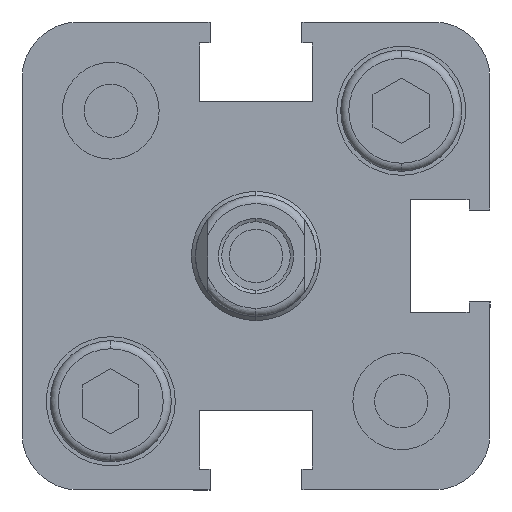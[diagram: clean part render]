
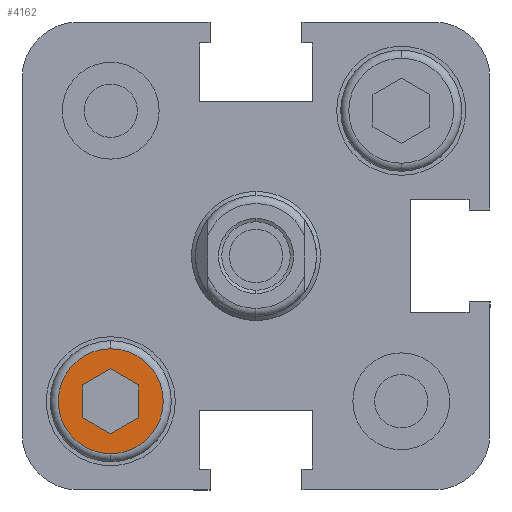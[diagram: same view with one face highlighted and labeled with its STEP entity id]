
A CAD part, left-side view. The second image highlights one B-rep face of the part: STEP entity #4162.
In plain terms, the highlighted planar face has unit normal (-1, 0, 0).
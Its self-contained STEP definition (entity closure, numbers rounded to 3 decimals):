
#740 = CARTESIAN_POINT ( 'NONE',  ( 0.5, 9., -9. ) ) ;
#748 = PLANE ( 'NONE',  #4439 ) ;
#749 = DIRECTION ( 'NONE',  ( -1., 0., 0. ) ) ;
#750 = DIRECTION ( 'NONE',  ( 0., 0., 1. ) ) ;
#1149 = VERTEX_POINT ( 'NONE', #1336 ) ;
#1169 = VERTEX_POINT ( 'NONE', #1356 ) ;
#1170 = VERTEX_POINT ( 'NONE', #1357 ) ;
#1236 = VERTEX_POINT ( 'NONE', #1423 ) ;
#1237 = VERTEX_POINT ( 'NONE', #1424 ) ;
#1238 = VERTEX_POINT ( 'NONE', #1425 ) ;
#1239 = VERTEX_POINT ( 'NONE', #1426 ) ;
#1240 = VERTEX_POINT ( 'NONE', #1427 ) ;
#1336 = CARTESIAN_POINT ( 'NONE',  ( 0.5, 9., -5.75 ) ) ;
#1356 = CARTESIAN_POINT ( 'NONE',  ( 0.5, 9., -12.25 ) ) ;
#1357 = CARTESIAN_POINT ( 'NONE',  ( 0.5, 9., -11.021 ) ) ;
#1423 = CARTESIAN_POINT ( 'NONE',  ( 0.5, 7.25, -10.01 ) ) ;
#1424 = CARTESIAN_POINT ( 'NONE',  ( 0.5, 10.75, -10.01 ) ) ;
#1425 = CARTESIAN_POINT ( 'NONE',  ( 0.5, 10.75, -7.99 ) ) ;
#1426 = CARTESIAN_POINT ( 'NONE',  ( 0.5, 9., -6.979 ) ) ;
#1427 = CARTESIAN_POINT ( 'NONE',  ( 0.5, 7.25, -7.99 ) ) ;
#1819 = CARTESIAN_POINT ( 'NONE',  ( 0.5, 9., -9. ) ) ;
#1830 = DIRECTION ( 'NONE',  ( -1., 0., 0. ) ) ;
#1831 = DIRECTION ( 'NONE',  ( 0., 0., 1. ) ) ;
#2253 = CARTESIAN_POINT ( 'NONE',  ( 0.5, 9., -9. ) ) ;
#2258 = CARTESIAN_POINT ( 'NONE',  ( 0.5, 10.75, -7.99 ) ) ;
#2281 = DIRECTION ( 'NONE',  ( -1., 0., 0. ) ) ;
#2282 = DIRECTION ( 'NONE',  ( 0., 0., 1. ) ) ;
#2293 = CARTESIAN_POINT ( 'NONE',  ( 0.5, 7.25, -10.01 ) ) ;
#2294 = DIRECTION ( 'NONE',  ( 0., 0., 1. ) ) ;
#2295 = CARTESIAN_POINT ( 'NONE',  ( 0.5, 9., -6.979 ) ) ;
#2296 = DIRECTION ( 'NONE',  ( 0., 0., -1. ) ) ;
#2297 = CARTESIAN_POINT ( 'NONE',  ( 0.5, 7.25, -7.99 ) ) ;
#2298 = DIRECTION ( 'NONE',  ( 0., 0.866, -0.5 ) ) ;
#2299 = CARTESIAN_POINT ( 'NONE',  ( 0.5, 9., -11.021 ) ) ;
#2300 = DIRECTION ( 'NONE',  ( 0., 0.866, 0.5 ) ) ;
#2301 = CARTESIAN_POINT ( 'NONE',  ( 0.5, 10.75, -10.01 ) ) ;
#2302 = DIRECTION ( 'NONE',  ( 0., -0.866, 0.5 ) ) ;
#2305 = DIRECTION ( 'NONE',  ( 0., -0.866, -0.5 ) ) ;
#3267 = ORIENTED_EDGE ( 'NONE', *, *, #3577, .T. ) ;
#3268 = ORIENTED_EDGE ( 'NONE', *, *, #3763, .T. ) ;
#3269 = ORIENTED_EDGE ( 'NONE', *, *, #3770, .F. ) ;
#3270 = ORIENTED_EDGE ( 'NONE', *, *, #3771, .F. ) ;
#3271 = ORIENTED_EDGE ( 'NONE', *, *, #3772, .F. ) ;
#3272 = ORIENTED_EDGE ( 'NONE', *, *, #3769, .F. ) ;
#3273 = ORIENTED_EDGE ( 'NONE', *, *, #3773, .F. ) ;
#3274 = ORIENTED_EDGE ( 'NONE', *, *, #3774, .F. ) ;
#3381 = EDGE_LOOP ( 'NONE', ( #3267, #3268 ) ) ;
#3395 = EDGE_LOOP ( 'NONE', ( #3269, #3270, #3271, #3272, #3273, #3274 ) ) ;
#3577 = EDGE_CURVE ( 'NONE', #1149, #1169, #4636, .T. ) ;
#3763 = EDGE_CURVE ( 'NONE', #1169, #1149, #5115, .T. ) ;
#3769 = EDGE_CURVE ( 'NONE', #1236, #1240, #5124, .T. ) ;
#3770 = EDGE_CURVE ( 'NONE', #1238, #1237, #5114, .T. ) ;
#3771 = EDGE_CURVE ( 'NONE', #1239, #1238, #5092, .T. ) ;
#3772 = EDGE_CURVE ( 'NONE', #1240, #1239, #5113, .T. ) ;
#3773 = EDGE_CURVE ( 'NONE', #1170, #1236, #5127, .T. ) ;
#3774 = EDGE_CURVE ( 'NONE', #1237, #1170, #5129, .T. ) ;
#4098 = AXIS2_PLACEMENT_3D ( 'NONE', #1819, #1830, #1831 ) ;
#4162 = ADVANCED_FACE ( 'NONE', ( #5714, #5685 ), #748, .T. ) ;
#4223 = AXIS2_PLACEMENT_3D ( 'NONE', #2253, #2281, #2282 ) ;
#4439 = AXIS2_PLACEMENT_3D ( 'NONE', #740, #749, #750 ) ;
#4636 = CIRCLE ( 'NONE', #4098, 3.25 ) ;
#5092 = LINE ( 'NONE', #2295, #5128 ) ;
#5113 = LINE ( 'NONE', #2297, #5130 ) ;
#5114 = LINE ( 'NONE', #2258, #5126 ) ;
#5115 = CIRCLE ( 'NONE', #4223, 3.25 ) ;
#5124 = LINE ( 'NONE', #2293, #5125 ) ;
#5125 = VECTOR ( 'NONE', #2294, 1000. ) ;
#5126 = VECTOR ( 'NONE', #2296, 1000. ) ;
#5127 = LINE ( 'NONE', #2299, #5132 ) ;
#5128 = VECTOR ( 'NONE', #2298, 1000. ) ;
#5129 = LINE ( 'NONE', #2301, #5134 ) ;
#5130 = VECTOR ( 'NONE', #2300, 1000. ) ;
#5132 = VECTOR ( 'NONE', #2302, 1000. ) ;
#5134 = VECTOR ( 'NONE', #2305, 1000. ) ;
#5685 = FACE_BOUND ( 'NONE', #3395, .T. ) ;
#5714 = FACE_OUTER_BOUND ( 'NONE', #3381, .T. ) ;
